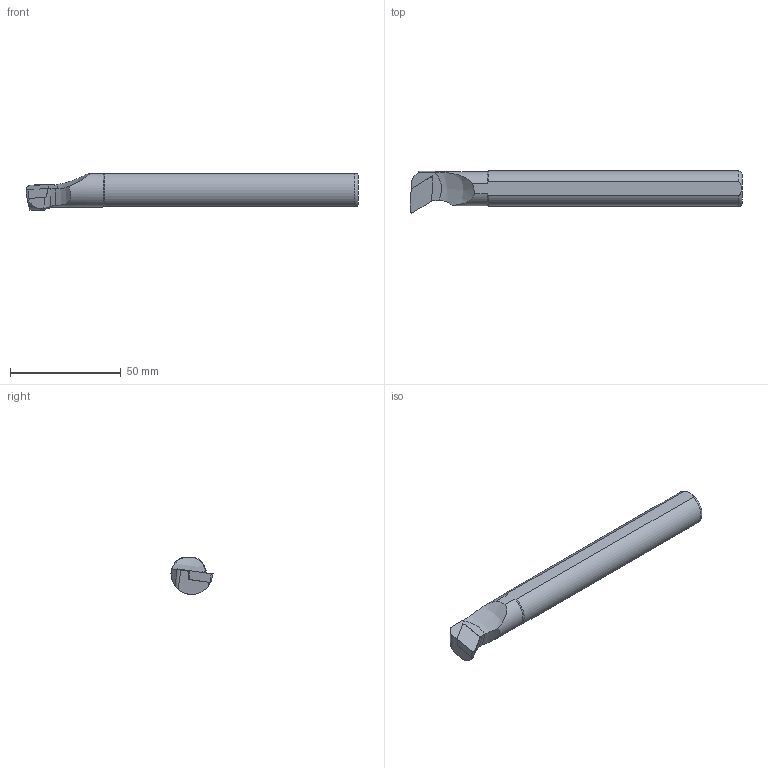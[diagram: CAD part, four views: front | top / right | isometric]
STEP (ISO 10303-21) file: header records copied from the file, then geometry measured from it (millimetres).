
FILE_DESCRIPTION(/* description */ (''),/* implementation_level */ '2;1');
FILE_NAME(/* name */ 'A16M-SDUCR-11.stp',/* time_stamp */ '2023-10-10T23:03:04+03:00',/* author */ (''),/* organization */ (''),/* preprocessor_version */ 'ST-DEVELOPER v19.4',/* originating_system */ 'SIEMENS PLM Software NX2306.3001',/* authorisation */ '');
FILE_SCHEMA (('AUTOMOTIVE_DESIGN { 1 0 10303 214 3 1 1 1 }'));
Length unit declared in the file: millimetre
Products named in the file (1): A16M SDUCR 11-LIGHT_objects
Bounding box: 150 x 19 x 16.64 mm (x, y, z)
Volume: 27319.7 mm3; surface area: 7961.5 mm2
Topology: 2 solids, 2 shells, 36 faces, 94 edges, 62 vertices
Faces by surface type: plane 18, cone 9, cylinder 7, torus 1, bspline 1
Entity records: 1835 total; most frequent: CARTESIAN_POINT 868, ORIENTED_EDGE 184, DIRECTION 170, EDGE_CURVE 92, AXIS2_PLACEMENT_3D 63, VERTEX_POINT 61, LINE 44, VECTOR 44
